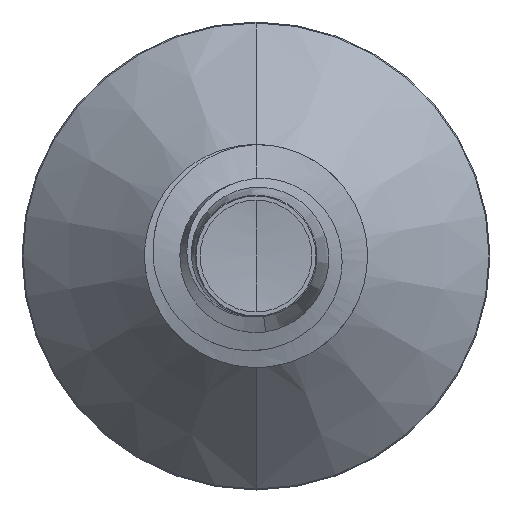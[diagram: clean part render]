
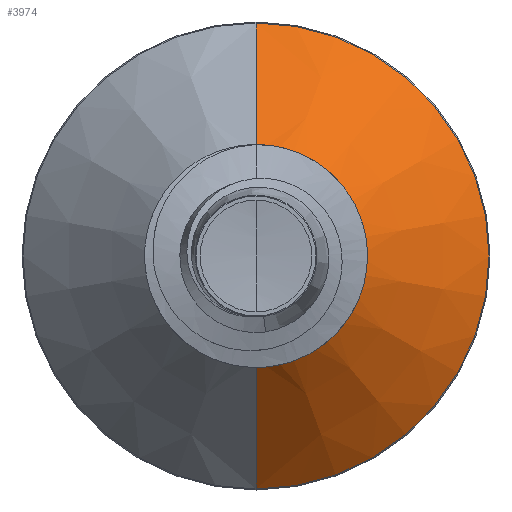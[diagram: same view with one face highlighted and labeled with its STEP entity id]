
A CAD part, front view. The second image highlights one B-rep face of the part: STEP entity #3974.
In plain terms, the highlighted conical face has half-angle 45 degrees and reference radius 1.857 mm.
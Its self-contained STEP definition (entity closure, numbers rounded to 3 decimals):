
#632 = EDGE_CURVE ( 'NONE', #8276, #6544, #3212, .T. ) ;
#847 = AXIS2_PLACEMENT_3D ( 'NONE', #2580, #2566, #2560 ) ;
#1076 = CARTESIAN_POINT ( 'NONE',  ( 0., 6.282, 4.182 ) ) ;
#1289 = VERTEX_POINT ( 'NONE', #1076 ) ;
#2286 = AXIS2_PLACEMENT_3D ( 'NONE', #5540, #5532, #5516 ) ;
#2560 = DIRECTION ( 'NONE',  ( 0., 0., 1. ) ) ;
#2566 = DIRECTION ( 'NONE',  ( 0., 1., 0. ) ) ;
#2580 = CARTESIAN_POINT ( 'NONE',  ( 0., 3.957, 0. ) ) ;
#3212 = CIRCLE ( 'NONE', #847, 1.857 ) ;
#3684 = DIRECTION ( 'NONE',  ( 0., 0.707, 0.707 ) ) ;
#3706 = CARTESIAN_POINT ( 'NONE',  ( 0., 3.957, 1.857 ) ) ;
#3709 = ORIENTED_EDGE ( 'NONE', *, *, #8885, .F. ) ;
#3974 = ADVANCED_FACE ( 'NONE', ( #9765 ), #9588, .T. ) ;
#4479 = AXIS2_PLACEMENT_3D ( 'NONE', #7168, #7351, #7181 ) ;
#4756 = VECTOR ( 'NONE', #3684, 1000. ) ;
#4865 = CARTESIAN_POINT ( 'NONE',  ( 0., 3.957, -1.857 ) ) ;
#5143 = VECTOR ( 'NONE', #8771, 1000. ) ;
#5516 = DIRECTION ( 'NONE',  ( 0., 0., 1. ) ) ;
#5532 = DIRECTION ( 'NONE',  ( 0., 1., 0. ) ) ;
#5540 = CARTESIAN_POINT ( 'NONE',  ( 0., 6.282, 0. ) ) ;
#5728 = CIRCLE ( 'NONE', #2286, 4.182 ) ;
#5853 = ORIENTED_EDGE ( 'NONE', *, *, #632, .T. ) ;
#6056 = ORIENTED_EDGE ( 'NONE', *, *, #9191, .F. ) ;
#6091 = ORIENTED_EDGE ( 'NONE', *, *, #10030, .T. ) ;
#6544 = VERTEX_POINT ( 'NONE', #4865 ) ;
#6786 = CARTESIAN_POINT ( 'NONE',  ( 0., 6.282, -4.182 ) ) ;
#6942 = CARTESIAN_POINT ( 'NONE',  ( 0., 3.957, 1.857 ) ) ;
#7075 = LINE ( 'NONE', #3706, #4756 ) ;
#7168 = CARTESIAN_POINT ( 'NONE',  ( 0., 3.957, 0. ) ) ;
#7181 = DIRECTION ( 'NONE',  ( 0., 0., 1. ) ) ;
#7351 = DIRECTION ( 'NONE',  ( 0., 1., 0. ) ) ;
#8276 = VERTEX_POINT ( 'NONE', #6942 ) ;
#8379 = VERTEX_POINT ( 'NONE', #6786 ) ;
#8445 = EDGE_LOOP ( 'NONE', ( #5853, #6091, #3709, #6056 ) ) ;
#8771 = DIRECTION ( 'NONE',  ( 0., 0.707, -0.707 ) ) ;
#8792 = CARTESIAN_POINT ( 'NONE',  ( 0., 3.957, -1.857 ) ) ;
#8885 = EDGE_CURVE ( 'NONE', #1289, #8379, #5728, .T. ) ;
#9191 = EDGE_CURVE ( 'NONE', #8276, #1289, #7075, .T. ) ;
#9588 = CONICAL_SURFACE ( 'NONE', #4479, 1.857, 0.785 ) ;
#9765 = FACE_OUTER_BOUND ( 'NONE', #8445, .T. ) ;
#10030 = EDGE_CURVE ( 'NONE', #6544, #8379, #10378, .T. ) ;
#10378 = LINE ( 'NONE', #8792, #5143 ) ;
